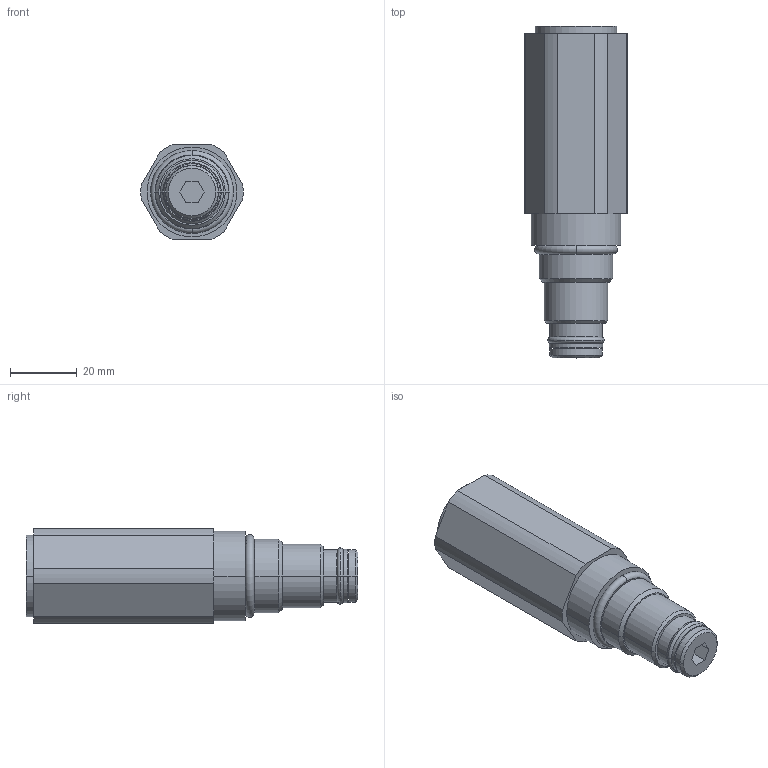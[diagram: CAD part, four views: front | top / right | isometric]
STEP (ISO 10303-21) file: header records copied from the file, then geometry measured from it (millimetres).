
FILE_DESCRIPTION((''),'2;1');
FILE_NAME('ILC70543006','2005-05-04T',('KR'),(''),'PRO/ENGINEER BY PARAMETRIC TECHNOLOGY CORPORATION, 2004290','PRO/ENGINEER BY PARAMETRIC TECHNOLOGY CORPORATION, 2004290','');
FILE_SCHEMA(('AUTOMOTIVE_DESIGN_CC2 { 1 2 10303 214 -1 1 5 2 }'));
Length unit declared in the file: inch
Products named in the file (1): ILC70543006
Bounding box: 30.7 x 99.64 x 28.57 mm (x, y, z)
Volume: 52797.6 mm3; surface area: 11140 mm2
Topology: 4 solids, 4 shells, 73 faces, 164 edges, 104 vertices
Faces by surface type: plane 31, cylinder 26, cone 8, torus 8
Entity records: 2357 total; most frequent: CARTESIAN_POINT 477, DIRECTION 370, ORIENTED_EDGE 328, EDGE_CURVE 164, AXIS2_PLACEMENT_3D 141, COLOUR_RGB 105, VERTEX_POINT 104, VECTOR 88
